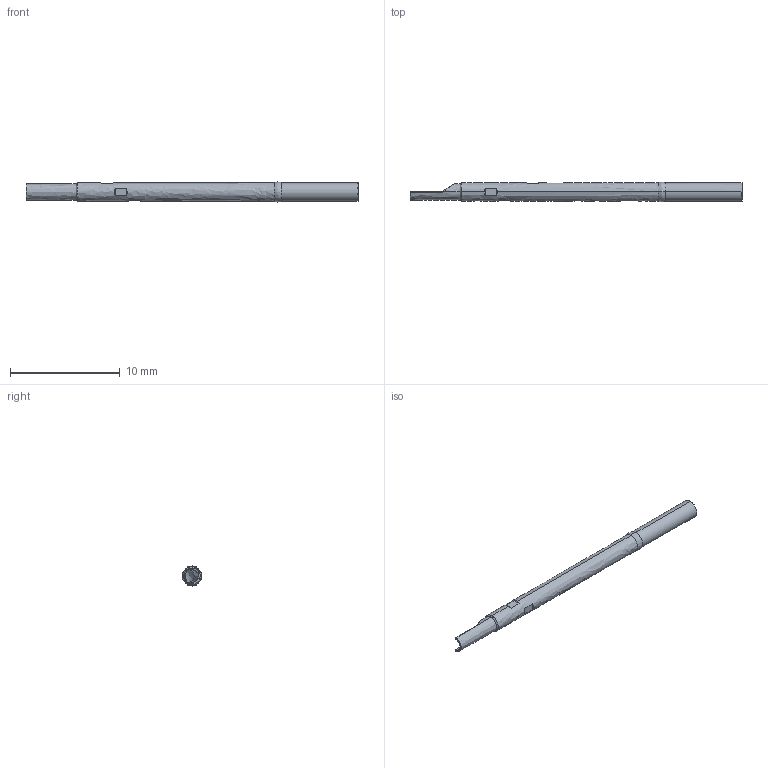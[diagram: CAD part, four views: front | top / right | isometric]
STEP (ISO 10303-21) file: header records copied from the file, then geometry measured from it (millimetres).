
FILE_DESCRIPTION (( 'STEP AP214' ), '1' );
FILE_NAME ('RA4S.STEP', '2022-09-15T09:58:13', ( '' ), ( '' ), 'SwSTEP 2.0', 'SolidWorks 2022', '' );
FILE_SCHEMA (( 'AUTOMOTIVE_DESIGN' ));
Length unit declared in the file: millimetre
Products named in the file (1): RA4S
Bounding box: 30.23 x 1.81 x 1.83 mm (x, y, z)
Volume: 20.1 mm3; surface area: 273.8 mm2
Topology: 1 solids, 1 shells, 53 faces, 124 edges, 74 vertices
Faces by surface type: bspline 47, cylinder 4, plane 2
Entity records: 2037 total; most frequent: CARTESIAN_POINT 1221, ORIENTED_EDGE 242, EDGE_CURVE 121, B_SPLINE_CURVE_WITH_KNOTS 84, VERTEX_POINT 74, EDGE_LOOP 57, FACE_OUTER_BOUND 53, ADVANCED_FACE 53
